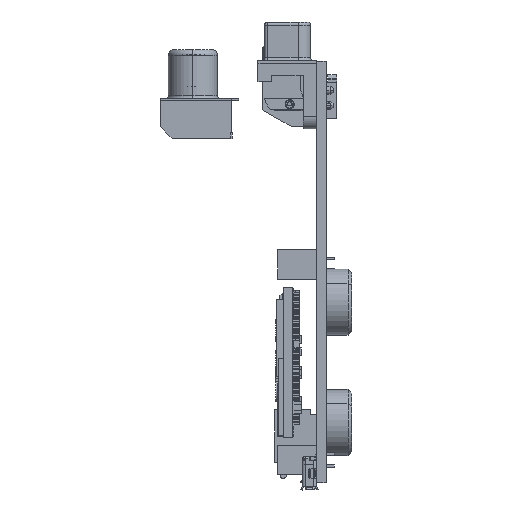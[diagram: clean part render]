
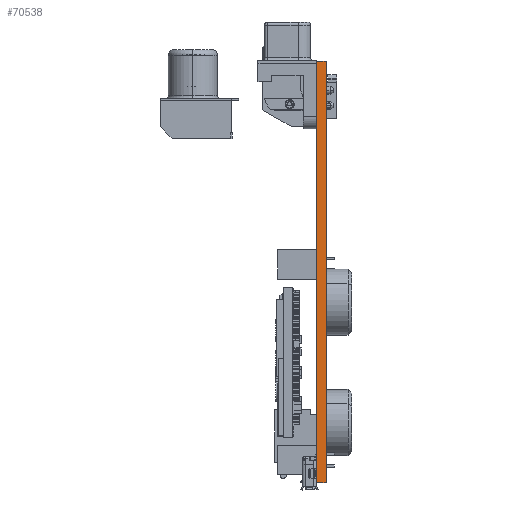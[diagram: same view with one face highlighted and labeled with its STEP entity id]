
A CAD part, left-side view. The second image highlights one B-rep face of the part: STEP entity #70538.
In plain terms, the highlighted planar face has unit normal (-1, 0, 0).
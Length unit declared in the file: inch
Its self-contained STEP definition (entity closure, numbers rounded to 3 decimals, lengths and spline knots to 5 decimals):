
#11900 = EDGE_CURVE ( 'NONE', #74587, #28217, #114350, .T. ) ;
#13293 = EDGE_CURVE ( 'NONE', #74587, #38256, #115176, .T. ) ;
#14026 = EDGE_CURVE ( 'NONE', #28217, #28226, #84520, .T. ) ;
#14489 = EDGE_CURVE ( 'NONE', #38256, #28226, #72838, .T. ) ;
#17895 = CARTESIAN_POINT ( 'NONE',  ( 0., -0.0625, 0. ) ) ;
#17897 = PLANE ( 'NONE',  #108731 ) ;
#17899 = DIRECTION ( 'NONE',  ( -1., 0., 0. ) ) ;
#17900 = DIRECTION ( 'NONE',  ( 0., 0., 1. ) ) ;
#28217 = VERTEX_POINT ( 'NONE', #54772 ) ;
#28226 = VERTEX_POINT ( 'NONE', #54788 ) ;
#28480 = ORIENTED_EDGE ( 'NONE', *, *, #14489, .F. ) ;
#28610 = ORIENTED_EDGE ( 'NONE', *, *, #14026, .T. ) ;
#28895 = ORIENTED_EDGE ( 'NONE', *, *, #11900, .T. ) ;
#29511 = ORIENTED_EDGE ( 'NONE', *, *, #13293, .F. ) ;
#30934 = FACE_OUTER_BOUND ( 'NONE', #58178, .T. ) ;
#38256 = VERTEX_POINT ( 'NONE', #52702 ) ;
#52702 = CARTESIAN_POINT ( 'NONE',  ( 0., 0., -2.8 ) ) ;
#54772 = CARTESIAN_POINT ( 'NONE',  ( 0., -0.0625, 0. ) ) ;
#54788 = CARTESIAN_POINT ( 'NONE',  ( 0., 0., 0. ) ) ;
#58178 = EDGE_LOOP ( 'NONE', ( #28480, #29511, #28895, #28610 ) ) ;
#70538 = ADVANCED_FACE ( 'NONE', ( #30934 ), #17897, .T. ) ;
#72781 = VECTOR ( 'NONE', #93449, 39.37008 ) ;
#72838 = LINE ( 'NONE', #93444, #72781 ) ;
#74587 = VERTEX_POINT ( 'NONE', #111198 ) ;
#84520 = LINE ( 'NONE', #95345, #84800 ) ;
#84800 = VECTOR ( 'NONE', #95349, 39.37008 ) ;
#92827 = CARTESIAN_POINT ( 'NONE',  ( 0., -0.0625, -2.8 ) ) ;
#92833 = DIRECTION ( 'NONE',  ( 0., 1., 0. ) ) ;
#93444 = CARTESIAN_POINT ( 'NONE',  ( 0., 0., 0. ) ) ;
#93449 = DIRECTION ( 'NONE',  ( 0., 0., 1. ) ) ;
#95345 = CARTESIAN_POINT ( 'NONE',  ( 0., -0.0625, 0. ) ) ;
#95349 = DIRECTION ( 'NONE',  ( 0., 1., 0. ) ) ;
#97643 = DIRECTION ( 'NONE',  ( 0., 0., 1. ) ) ;
#97646 = CARTESIAN_POINT ( 'NONE',  ( 0., -0.0625, 0. ) ) ;
#108731 = AXIS2_PLACEMENT_3D ( 'NONE', #17895, #17899, #17900 ) ;
#111198 = CARTESIAN_POINT ( 'NONE',  ( 0., -0.0625, -2.8 ) ) ;
#114267 = VECTOR ( 'NONE', #92833, 39.37008 ) ;
#114350 = LINE ( 'NONE', #97646, #114641 ) ;
#114641 = VECTOR ( 'NONE', #97643, 39.37008 ) ;
#115176 = LINE ( 'NONE', #92827, #114267 ) ;
